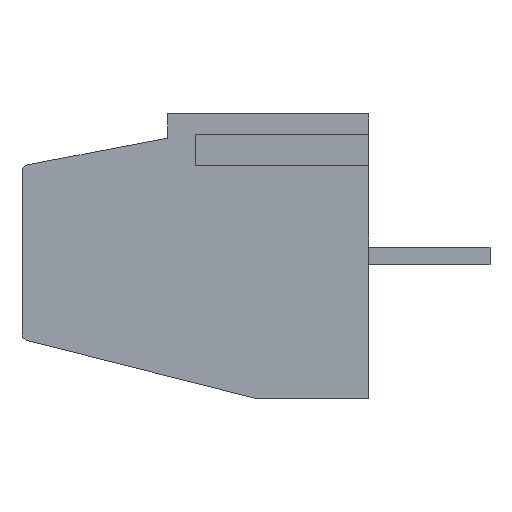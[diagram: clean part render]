
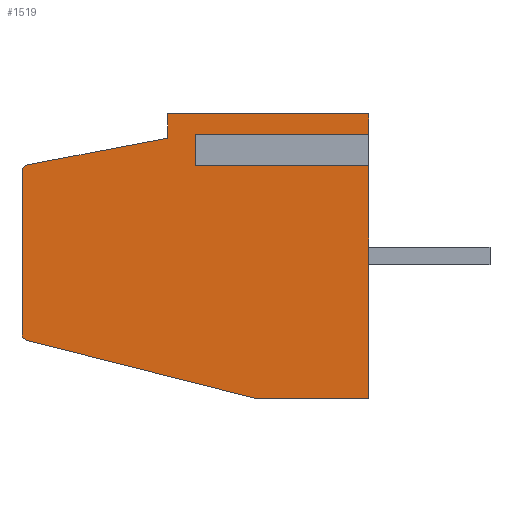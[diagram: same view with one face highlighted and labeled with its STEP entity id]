
A CAD part, left-side view. The second image highlights one B-rep face of the part: STEP entity #1519.
In plain terms, the highlighted planar face has unit normal (-1, 0, 0).
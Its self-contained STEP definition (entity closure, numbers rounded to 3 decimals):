
#2=DIRECTION('',(0.,0.,-1.));
#3=VECTOR('',#2,0.5);
#4=CARTESIAN_POINT('',(-7.5,2.1,-0.8));
#5=LINE('',#4,#3);
#6=DIRECTION('',(0.,1.,0.));
#7=VECTOR('',#6,5.);
#8=CARTESIAN_POINT('',(-7.5,-2.9,-1.3));
#9=LINE('',#8,#7);
#10=DIRECTION('',(0.,0.,-1.));
#11=VECTOR('',#10,6.9);
#12=CARTESIAN_POINT('',(-7.5,-2.9,-1.3));
#13=LINE('',#12,#11);
#14=DIRECTION('',(0.,1.,0.));
#15=VECTOR('',#14,3.3);
#16=CARTESIAN_POINT('',(-7.5,-2.9,-8.2));
#17=LINE('',#16,#15);
#18=DIRECTION('',(0.,0.969,0.246));
#19=VECTOR('',#18,6.757);
#20=CARTESIAN_POINT('',(-7.5,0.4,-8.2));
#21=LINE('',#20,#19);
#22=CARTESIAN_POINT('',(-7.5,6.9,-6.344));
#23=DIRECTION('',(1.,0.,0.));
#24=DIRECTION('',(0.,0.246,-0.969));
#25=AXIS2_PLACEMENT_3D('',#22,#23,#24);
#27=DIRECTION('',(0.,0.,1.));
#28=VECTOR('',#27,4.679);
#29=CARTESIAN_POINT('',(-7.5,7.1,-6.344));
#30=LINE('',#29,#28);
#31=CARTESIAN_POINT('',(-7.5,6.9,-1.666));
#32=DIRECTION('',(1.,0.,0.));
#33=DIRECTION('',(0.,1.,0.));
#34=AXIS2_PLACEMENT_3D('',#31,#32,#33);
#36=DIRECTION('',(0.,-0.982,0.187));
#37=VECTOR('',#36,4.11);
#38=CARTESIAN_POINT('',(-7.5,6.937,-1.469));
#39=LINE('',#38,#37);
#40=DIRECTION('',(0.,0.,1.));
#41=VECTOR('',#40,0.7);
#42=CARTESIAN_POINT('',(-7.5,2.9,-0.7));
#43=LINE('',#42,#41);
#44=DIRECTION('',(0.,-1.,0.));
#45=VECTOR('',#44,5.8);
#46=CARTESIAN_POINT('',(-7.5,2.9,0.));
#47=LINE('',#46,#45);
#48=DIRECTION('',(0.,0.,-1.));
#49=VECTOR('',#48,0.8);
#50=CARTESIAN_POINT('',(-7.5,-2.9,0.));
#51=LINE('',#50,#49);
#52=DIRECTION('',(0.,1.,0.));
#53=VECTOR('',#52,5.);
#54=CARTESIAN_POINT('',(-7.5,-2.9,-0.8));
#55=LINE('',#54,#53);
#1178=CARTESIAN_POINT('',(-7.5,2.9,-0.7));
#1179=CARTESIAN_POINT('',(-7.5,2.9,0.));
#1180=VERTEX_POINT('',#1178);
#1181=VERTEX_POINT('',#1179);
#1182=CARTESIAN_POINT('',(-7.5,-2.9,0.));
#1183=VERTEX_POINT('',#1182);
#1184=CARTESIAN_POINT('',(-7.5,-2.9,-8.2));
#1185=CARTESIAN_POINT('',(-7.5,0.4,-8.2));
#1186=VERTEX_POINT('',#1184);
#1187=VERTEX_POINT('',#1185);
#1188=CARTESIAN_POINT('',(-7.5,6.949,-6.538));
#1189=VERTEX_POINT('',#1188);
#1190=CARTESIAN_POINT('',(-7.5,7.1,-6.344));
#1191=CARTESIAN_POINT('',(-7.5,7.1,-1.666));
#1192=VERTEX_POINT('',#1190);
#1193=VERTEX_POINT('',#1191);
#1194=CARTESIAN_POINT('',(-7.5,6.937,-1.469));
#1195=VERTEX_POINT('',#1194);
#1214=CARTESIAN_POINT('',(-7.5,2.1,-0.8));
#1215=CARTESIAN_POINT('',(-7.5,2.1,-1.3));
#1216=VERTEX_POINT('',#1214);
#1217=VERTEX_POINT('',#1215);
#1218=CARTESIAN_POINT('',(-7.5,-2.9,-0.8));
#1219=VERTEX_POINT('',#1218);
#1228=CARTESIAN_POINT('',(-7.5,-2.9,-1.3));
#1229=VERTEX_POINT('',#1228);
#1486=CARTESIAN_POINT('',(-7.5,0.,0.));
#1487=DIRECTION('',(1.,0.,0.));
#1488=DIRECTION('',(0.,0.,-1.));
#1489=AXIS2_PLACEMENT_3D('',#1486,#1487,#1488);
#1490=PLANE('',#1489);
#1492=ORIENTED_EDGE('',*,*,#1491,.T.);
#1494=ORIENTED_EDGE('',*,*,#1493,.F.);
#1496=ORIENTED_EDGE('',*,*,#1495,.T.);
#1498=ORIENTED_EDGE('',*,*,#1497,.T.);
#1500=ORIENTED_EDGE('',*,*,#1499,.T.);
#1502=ORIENTED_EDGE('',*,*,#1501,.T.);
#1504=ORIENTED_EDGE('',*,*,#1503,.T.);
#1506=ORIENTED_EDGE('',*,*,#1505,.T.);
#1508=ORIENTED_EDGE('',*,*,#1507,.T.);
#1510=ORIENTED_EDGE('',*,*,#1509,.T.);
#1512=ORIENTED_EDGE('',*,*,#1511,.T.);
#1514=ORIENTED_EDGE('',*,*,#1513,.T.);
#1516=ORIENTED_EDGE('',*,*,#1515,.T.);
#1517=EDGE_LOOP('',(#1492,#1494,#1496,#1498,#1500,#1502,#1504,#1506,#1508,#1510,
#1512,#1514,#1516));
#1518=FACE_OUTER_BOUND('',#1517,.F.);
#26=CIRCLE('',#25,0.2);
#35=CIRCLE('',#34,0.2);
#1491=EDGE_CURVE('',#1216,#1217,#5,.T.);
#1493=EDGE_CURVE('',#1229,#1217,#9,.T.);
#1495=EDGE_CURVE('',#1229,#1186,#13,.T.);
#1497=EDGE_CURVE('',#1186,#1187,#17,.T.);
#1499=EDGE_CURVE('',#1187,#1189,#21,.T.);
#1501=EDGE_CURVE('',#1189,#1192,#26,.T.);
#1503=EDGE_CURVE('',#1192,#1193,#30,.T.);
#1505=EDGE_CURVE('',#1193,#1195,#35,.T.);
#1507=EDGE_CURVE('',#1195,#1180,#39,.T.);
#1509=EDGE_CURVE('',#1180,#1181,#43,.T.);
#1511=EDGE_CURVE('',#1181,#1183,#47,.T.);
#1513=EDGE_CURVE('',#1183,#1219,#51,.T.);
#1515=EDGE_CURVE('',#1219,#1216,#55,.T.);
#1519=ADVANCED_FACE('',(#1518),#1490,.F.);
